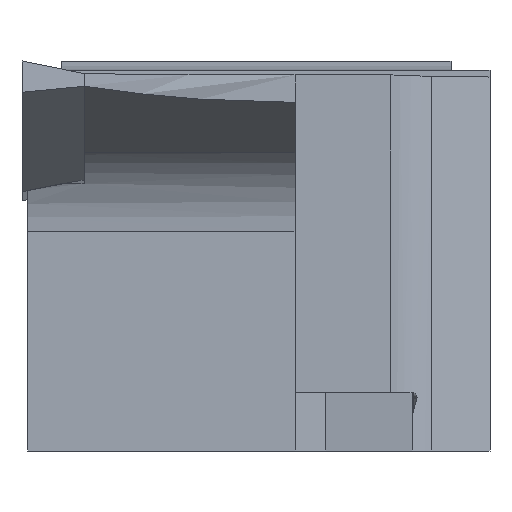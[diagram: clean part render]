
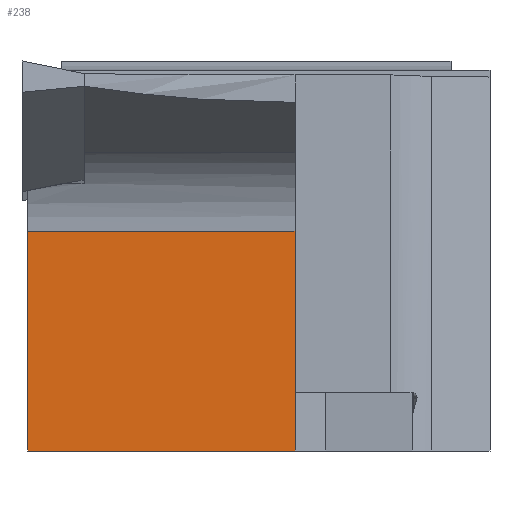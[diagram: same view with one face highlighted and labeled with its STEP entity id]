
A CAD part, left-side view. The second image highlights one B-rep face of the part: STEP entity #238.
In plain terms, the highlighted planar face has unit normal (-1, 0, 0).
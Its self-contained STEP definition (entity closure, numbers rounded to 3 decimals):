
#4 = EDGE_CURVE ( 'NONE', #3226, #690, #2477, .T. ) ;
#25 = CARTESIAN_POINT ( 'NONE',  ( -118.023, 11.7, -10. ) ) ;
#35 = EDGE_CURVE ( 'NONE', #2079, #2057, #1653, .T. ) ;
#181 = CARTESIAN_POINT ( 'NONE',  ( -118.023, 11.7, -48.728 ) ) ;
#190 = PLANE ( 'NONE',  #2367 ) ;
#238 = ADVANCED_FACE ( 'NONE', ( #2475 ), #190, .F. ) ;
#390 = DIRECTION ( 'NONE',  ( 0., 1., 0. ) ) ;
#612 = LINE ( 'NONE', #3102, #1258 ) ;
#690 = VERTEX_POINT ( 'NONE', #2068 ) ;
#728 = CARTESIAN_POINT ( 'NONE',  ( -118.023, -2., 1.268 ) ) ;
#747 = EDGE_CURVE ( 'NONE', #2079, #3226, #612, .T. ) ;
#851 = EDGE_CURVE ( 'NONE', #2057, #690, #3200, .T. ) ;
#963 = ORIENTED_EDGE ( 'NONE', *, *, #747, .F. ) ;
#969 = CARTESIAN_POINT ( 'NONE',  ( -118.023, -2., -48.728 ) ) ;
#1127 = DIRECTION ( 'NONE',  ( 1., 0., 0. ) ) ;
#1258 = VECTOR ( 'NONE', #390, 1000. ) ;
#1335 = DIRECTION ( 'NONE',  ( 0., 0., 1. ) ) ;
#1402 = ORIENTED_EDGE ( 'NONE', *, *, #35, .T. ) ;
#1555 = VECTOR ( 'NONE', #3022, 1000. ) ;
#1595 = CARTESIAN_POINT ( 'NONE',  ( -118.023, -165.973, -48.728 ) ) ;
#1653 = LINE ( 'NONE', #969, #1555 ) ;
#1807 = VECTOR ( 'NONE', #1335, 1000. ) ;
#1931 = DIRECTION ( 'NONE',  ( 0., 0., -1. ) ) ;
#2057 = VERTEX_POINT ( 'NONE', #728 ) ;
#2066 = ORIENTED_EDGE ( 'NONE', *, *, #4, .F. ) ;
#2068 = CARTESIAN_POINT ( 'NONE',  ( -118.023, 11.7, 1.268 ) ) ;
#2079 = VERTEX_POINT ( 'NONE', #2492 ) ;
#2104 = CARTESIAN_POINT ( 'NONE',  ( -118.023, -165.973, 1.268 ) ) ;
#2134 = EDGE_LOOP ( 'NONE', ( #2066, #963, #1402, #2380 ) ) ;
#2367 = AXIS2_PLACEMENT_3D ( 'NONE', #1595, #1127, #1931 ) ;
#2380 = ORIENTED_EDGE ( 'NONE', *, *, #851, .T. ) ;
#2475 = FACE_OUTER_BOUND ( 'NONE', #2134, .T. ) ;
#2477 = LINE ( 'NONE', #181, #1807 ) ;
#2492 = CARTESIAN_POINT ( 'NONE',  ( -118.023, -2., -10. ) ) ;
#2509 = VECTOR ( 'NONE', #3314, 1000. ) ;
#3022 = DIRECTION ( 'NONE',  ( 0., 0., 1. ) ) ;
#3102 = CARTESIAN_POINT ( 'NONE',  ( -118.023, 0., -10. ) ) ;
#3200 = LINE ( 'NONE', #2104, #2509 ) ;
#3226 = VERTEX_POINT ( 'NONE', #25 ) ;
#3314 = DIRECTION ( 'NONE',  ( 0., 1., 0. ) ) ;
